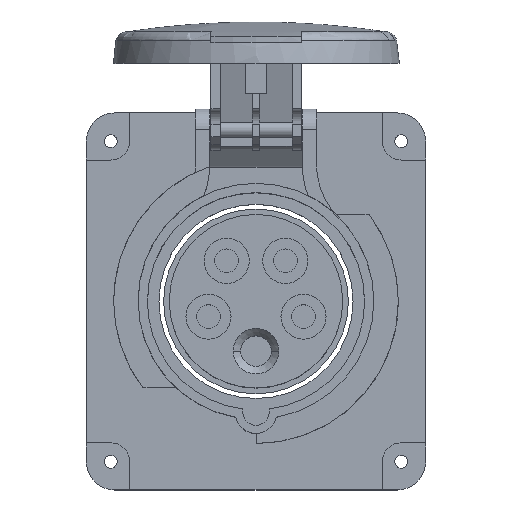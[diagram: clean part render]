
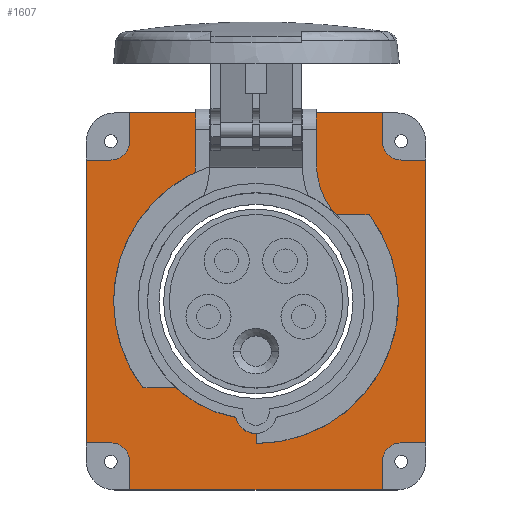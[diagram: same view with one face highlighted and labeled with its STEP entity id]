
A CAD part, top view. The second image highlights one B-rep face of the part: STEP entity #1607.
In plain terms, the highlighted planar face has unit normal (0, 0, 1).
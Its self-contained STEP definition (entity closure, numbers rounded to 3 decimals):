
#9=DIRECTION('',(0.,-1.,0.));
#10=VECTOR('',#9,75.);
#11=CARTESIAN_POINT('',(-45.,37.5,-38.));
#12=LINE('',#11,#10);
#119=DIRECTION('',(1.,0.,0.));
#120=VECTOR('',#119,6.5);
#121=CARTESIAN_POINT('',(-45.,-37.5,-38.));
#122=LINE('',#121,#120);
#127=DIRECTION('',(1.,0.,0.));
#128=VECTOR('',#127,67.);
#129=CARTESIAN_POINT('',(-33.5,50.,-38.));
#130=LINE('',#129,#128);
#131=DIRECTION('',(0.,-1.,0.));
#132=VECTOR('',#131,7.5);
#133=CARTESIAN_POINT('',(33.5,50.,-38.));
#134=LINE('',#133,#132);
#135=CARTESIAN_POINT('',(38.5,42.5,-38.));
#136=DIRECTION('',(0.,0.,1.));
#137=DIRECTION('',(-1.,0.,0.));
#138=AXIS2_PLACEMENT_3D('',#135,#136,#137);
#140=DIRECTION('',(-1.,0.,0.));
#141=VECTOR('',#140,6.5);
#142=CARTESIAN_POINT('',(45.,-37.5,-38.));
#143=LINE('',#142,#141);
#144=CARTESIAN_POINT('',(38.5,-42.5,-38.));
#145=DIRECTION('',(0.,0.,1.));
#146=DIRECTION('',(0.,1.,0.));
#147=AXIS2_PLACEMENT_3D('',#144,#145,#146);
#149=DIRECTION('',(0.,1.,0.));
#150=VECTOR('',#149,7.5);
#151=CARTESIAN_POINT('',(-33.5,-50.,-38.));
#152=LINE('',#151,#150);
#153=CARTESIAN_POINT('',(-38.5,-42.5,-38.));
#154=DIRECTION('',(0.,0.,1.));
#155=DIRECTION('',(1.,0.,0.));
#156=AXIS2_PLACEMENT_3D('',#153,#154,#155);
#158=DIRECTION('',(1.,0.,0.));
#159=VECTOR('',#158,6.5);
#160=CARTESIAN_POINT('',(-45.,37.5,-38.));
#161=LINE('',#160,#159);
#162=CARTESIAN_POINT('',(-38.5,42.5,-38.));
#163=DIRECTION('',(0.,0.,1.));
#164=DIRECTION('',(0.,-1.,0.));
#165=AXIS2_PLACEMENT_3D('',#162,#163,#164);
#167=CARTESIAN_POINT('',(0.,-29.55,-38.));
#168=DIRECTION('',(0.,0.,1.));
#169=DIRECTION('',(-0.974,-0.225,0.));
#170=AXIS2_PLACEMENT_3D('',#167,#168,#169);
#172=CARTESIAN_POINT('',(0.,0.,-38.));
#173=DIRECTION('',(0.,0.,1.));
#174=DIRECTION('',(0.171,-0.985,0.));
#175=AXIS2_PLACEMENT_3D('',#172,#173,#174);
#177=CARTESIAN_POINT('',(0.,0.,-38.));
#178=DIRECTION('',(0.,0.,1.));
#179=DIRECTION('',(1.,0.,0.));
#180=AXIS2_PLACEMENT_3D('',#177,#178,#179);
#182=CARTESIAN_POINT('',(36.,36.477,-38.));
#183=DIRECTION('',(0.,0.,-1.));
#184=DIRECTION('',(-0.702,-0.712,0.));
#185=AXIS2_PLACEMENT_3D('',#182,#183,#184);
#187=DIRECTION('',(0.,-1.,0.));
#188=VECTOR('',#187,1.721);
#189=CARTESIAN_POINT('',(-16.,38.198,-38.));
#190=LINE('',#189,#188);
#191=CARTESIAN_POINT('',(-36.,36.477,-38.));
#192=DIRECTION('',(0.,0.,-1.));
#193=DIRECTION('',(1.,0.,0.));
#194=AXIS2_PLACEMENT_3D('',#191,#192,#193);
#196=CARTESIAN_POINT('',(0.,0.,-38.));
#197=DIRECTION('',(0.,0.,1.));
#198=DIRECTION('',(-0.702,0.712,0.));
#199=AXIS2_PLACEMENT_3D('',#196,#197,#198);
#201=CARTESIAN_POINT('',(0.,0.,-38.));
#202=DIRECTION('',(0.,0.,1.));
#203=DIRECTION('',(-1.,0.,0.));
#204=AXIS2_PLACEMENT_3D('',#201,#202,#203);
#222=DIRECTION('',(0.,-1.,0.));
#223=VECTOR('',#222,7.5);
#224=CARTESIAN_POINT('',(-33.5,50.,-38.));
#225=LINE('',#224,#223);
#310=DIRECTION('',(0.,1.,0.));
#311=VECTOR('',#310,75.);
#312=CARTESIAN_POINT('',(45.,-37.5,-38.));
#313=LINE('',#312,#311);
#330=DIRECTION('',(-1.,0.,0.));
#331=VECTOR('',#330,6.5);
#332=CARTESIAN_POINT('',(45.,37.5,-38.));
#333=LINE('',#332,#331);
#382=DIRECTION('',(1.,0.,0.));
#383=VECTOR('',#382,67.);
#384=CARTESIAN_POINT('',(-33.5,-50.,-38.));
#385=LINE('',#384,#383);
#402=DIRECTION('',(0.,1.,0.));
#403=VECTOR('',#402,7.5);
#404=CARTESIAN_POINT('',(33.5,-50.,-38.));
#405=LINE('',#404,#403);
#820=DIRECTION('',(1.,0.,0.));
#821=VECTOR('',#820,32.);
#822=CARTESIAN_POINT('',(-16.,38.198,-38.));
#823=LINE('',#822,#821);
#924=DIRECTION('',(0.,-1.,0.));
#925=VECTOR('',#924,1.721);
#926=CARTESIAN_POINT('',(16.,38.198,-38.));
#927=LINE('',#926,#925);
#1115=CARTESIAN_POINT('',(-45.,37.5,-38.));
#1116=VERTEX_POINT('',#1115);
#1117=CARTESIAN_POINT('',(-45.,-37.5,-38.));
#1118=VERTEX_POINT('',#1117);
#1167=CARTESIAN_POINT('',(-38.5,-37.5,-38.));
#1168=VERTEX_POINT('',#1167);
#1169=CARTESIAN_POINT('',(-33.5,50.,-38.));
#1170=CARTESIAN_POINT('',(33.5,50.,-38.));
#1171=VERTEX_POINT('',#1169);
#1172=VERTEX_POINT('',#1170);
#1173=CARTESIAN_POINT('',(33.5,42.5,-38.));
#1174=VERTEX_POINT('',#1173);
#1175=CARTESIAN_POINT('',(38.5,37.5,-38.));
#1176=VERTEX_POINT('',#1175);
#1177=CARTESIAN_POINT('',(45.,37.5,-38.));
#1178=VERTEX_POINT('',#1177);
#1179=CARTESIAN_POINT('',(45.,-37.5,-38.));
#1180=VERTEX_POINT('',#1179);
#1181=CARTESIAN_POINT('',(38.5,-37.5,-38.));
#1182=VERTEX_POINT('',#1181);
#1183=CARTESIAN_POINT('',(33.5,-42.5,-38.));
#1184=VERTEX_POINT('',#1183);
#1185=CARTESIAN_POINT('',(33.5,-50.,-38.));
#1186=VERTEX_POINT('',#1185);
#1187=CARTESIAN_POINT('',(-33.5,-50.,-38.));
#1188=VERTEX_POINT('',#1187);
#1189=CARTESIAN_POINT('',(-33.5,-42.5,-38.));
#1190=VERTEX_POINT('',#1189);
#1191=CARTESIAN_POINT('',(-38.5,37.5,-38.));
#1192=VERTEX_POINT('',#1191);
#1193=CARTESIAN_POINT('',(-33.5,42.5,-38.));
#1194=VERTEX_POINT('',#1193);
#1195=CARTESIAN_POINT('',(-5.359,-30.787,-38.));
#1196=CARTESIAN_POINT('',(5.359,-30.787,-38.));
#1197=VERTEX_POINT('',#1195);
#1198=VERTEX_POINT('',#1196);
#1199=CARTESIAN_POINT('',(31.25,0.,-38.));
#1200=VERTEX_POINT('',#1199);
#1201=CARTESIAN_POINT('',(21.951,22.242,-38.));
#1202=VERTEX_POINT('',#1201);
#1203=CARTESIAN_POINT('',(16.,36.477,-38.));
#1204=VERTEX_POINT('',#1203);
#1205=CARTESIAN_POINT('',(16.,38.198,-38.));
#1206=VERTEX_POINT('',#1205);
#1207=CARTESIAN_POINT('',(-16.,38.198,-38.));
#1208=VERTEX_POINT('',#1207);
#1209=CARTESIAN_POINT('',(-16.,36.477,-38.));
#1210=VERTEX_POINT('',#1209);
#1211=CARTESIAN_POINT('',(-21.951,22.242,-38.));
#1212=VERTEX_POINT('',#1211);
#1213=CARTESIAN_POINT('',(-31.25,0.,-38.));
#1214=VERTEX_POINT('',#1213);
#1548=CARTESIAN_POINT('',(0.,0.,-38.));
#1549=DIRECTION('',(0.,0.,1.));
#1550=DIRECTION('',(1.,0.,0.));
#1551=AXIS2_PLACEMENT_3D('',#1548,#1549,#1550);
#1552=PLANE('',#1551);
#1554=ORIENTED_EDGE('',*,*,#1553,.T.);
#1556=ORIENTED_EDGE('',*,*,#1555,.T.);
#1558=ORIENTED_EDGE('',*,*,#1557,.T.);
#1560=ORIENTED_EDGE('',*,*,#1559,.F.);
#1562=ORIENTED_EDGE('',*,*,#1561,.F.);
#1564=ORIENTED_EDGE('',*,*,#1563,.T.);
#1566=ORIENTED_EDGE('',*,*,#1565,.T.);
#1568=ORIENTED_EDGE('',*,*,#1567,.F.);
#1570=ORIENTED_EDGE('',*,*,#1569,.F.);
#1572=ORIENTED_EDGE('',*,*,#1571,.T.);
#1574=ORIENTED_EDGE('',*,*,#1573,.T.);
#1575=ORIENTED_EDGE('',*,*,#1539,.F.);
#1576=ORIENTED_EDGE('',*,*,#1432,.F.);
#1578=ORIENTED_EDGE('',*,*,#1577,.T.);
#1580=ORIENTED_EDGE('',*,*,#1579,.T.);
#1582=ORIENTED_EDGE('',*,*,#1581,.F.);
#1583=EDGE_LOOP('',(#1554,#1556,#1558,#1560,#1562,#1564,#1566,#1568,#1570,#1572,
#1574,#1575,#1576,#1578,#1580,#1582));
#1584=FACE_OUTER_BOUND('',#1583,.F.);
#1586=ORIENTED_EDGE('',*,*,#1585,.T.);
#1588=ORIENTED_EDGE('',*,*,#1587,.T.);
#1590=ORIENTED_EDGE('',*,*,#1589,.T.);
#1592=ORIENTED_EDGE('',*,*,#1591,.T.);
#1594=ORIENTED_EDGE('',*,*,#1593,.F.);
#1596=ORIENTED_EDGE('',*,*,#1595,.F.);
#1598=ORIENTED_EDGE('',*,*,#1597,.T.);
#1600=ORIENTED_EDGE('',*,*,#1599,.T.);
#1602=ORIENTED_EDGE('',*,*,#1601,.T.);
#1604=ORIENTED_EDGE('',*,*,#1603,.T.);
#1605=EDGE_LOOP('',(#1586,#1588,#1590,#1592,#1594,#1596,#1598,#1600,#1602,
#1604));
#1606=FACE_BOUND('',#1605,.F.);
#1607=ADVANCED_FACE('',(#1584,#1606),#1552,.T.);
#139=CIRCLE('',#138,5.);
#148=CIRCLE('',#147,5.);
#157=CIRCLE('',#156,5.);
#166=CIRCLE('',#165,5.);
#171=CIRCLE('',#170,5.5);
#176=CIRCLE('',#175,31.25);
#181=CIRCLE('',#180,31.25);
#186=CIRCLE('',#185,20.);
#195=CIRCLE('',#194,20.);
#200=CIRCLE('',#199,31.25);
#205=CIRCLE('',#204,31.25);
#1432=EDGE_CURVE('',#1116,#1118,#12,.T.);
#1539=EDGE_CURVE('',#1118,#1168,#122,.T.);
#1553=EDGE_CURVE('',#1171,#1172,#130,.T.);
#1555=EDGE_CURVE('',#1172,#1174,#134,.T.);
#1557=EDGE_CURVE('',#1174,#1176,#139,.T.);
#1559=EDGE_CURVE('',#1178,#1176,#333,.T.);
#1561=EDGE_CURVE('',#1180,#1178,#313,.T.);
#1563=EDGE_CURVE('',#1180,#1182,#143,.T.);
#1565=EDGE_CURVE('',#1182,#1184,#148,.T.);
#1567=EDGE_CURVE('',#1186,#1184,#405,.T.);
#1569=EDGE_CURVE('',#1188,#1186,#385,.T.);
#1571=EDGE_CURVE('',#1188,#1190,#152,.T.);
#1573=EDGE_CURVE('',#1190,#1168,#157,.T.);
#1577=EDGE_CURVE('',#1116,#1192,#161,.T.);
#1579=EDGE_CURVE('',#1192,#1194,#166,.T.);
#1581=EDGE_CURVE('',#1171,#1194,#225,.T.);
#1585=EDGE_CURVE('',#1197,#1198,#171,.T.);
#1587=EDGE_CURVE('',#1198,#1200,#176,.T.);
#1589=EDGE_CURVE('',#1200,#1202,#181,.T.);
#1591=EDGE_CURVE('',#1202,#1204,#186,.T.);
#1593=EDGE_CURVE('',#1206,#1204,#927,.T.);
#1595=EDGE_CURVE('',#1208,#1206,#823,.T.);
#1597=EDGE_CURVE('',#1208,#1210,#190,.T.);
#1599=EDGE_CURVE('',#1210,#1212,#195,.T.);
#1601=EDGE_CURVE('',#1212,#1214,#200,.T.);
#1603=EDGE_CURVE('',#1214,#1197,#205,.T.);
